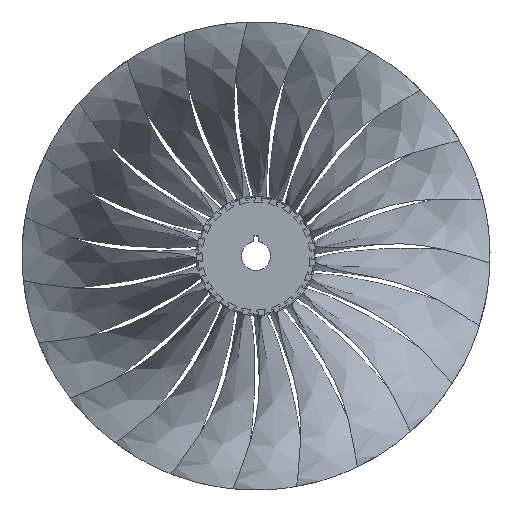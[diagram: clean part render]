
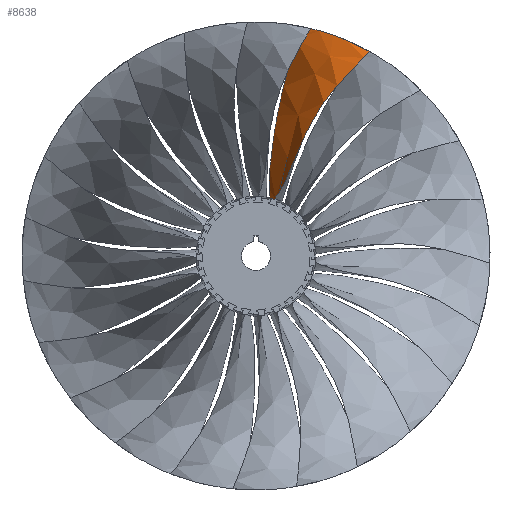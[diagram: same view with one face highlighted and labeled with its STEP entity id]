
A CAD part, top view. The second image highlights one B-rep face of the part: STEP entity #8638.
In plain terms, the highlighted free-form (B-spline) face has degree [2, 4] with [3, 5] control points.
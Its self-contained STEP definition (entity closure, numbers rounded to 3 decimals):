
#8337 = VERTEX_POINT('',#8338);
#8338 = CARTESIAN_POINT('',(6.336,19.514,
    26.971));
#8344 = EDGE_CURVE('',#8345,#8337,#8347,.T.);
#8345 = VERTEX_POINT('',#8346);
#8346 = CARTESIAN_POINT('',(4.724,19.966,
    3.029));
#8347 = B_SPLINE_CURVE_WITH_KNOTS('',2,(#8348,#8349,#8350),
  .UNSPECIFIED.,.F.,.F.,(3,3),(0.,1.),.PIECEWISE_BEZIER_KNOTS.);
#8348 = CARTESIAN_POINT('',(4.724,19.966,
    3.029));
#8349 = CARTESIAN_POINT('',(9.372,18.664,
    14.721));
#8350 = CARTESIAN_POINT('',(6.336,19.514,
    26.971));
#8566 = EDGE_CURVE('',#8345,#8567,#8569,.T.);
#8567 = VERTEX_POINT('',#8568);
#8568 = CARTESIAN_POINT('',(15.303,79.032,
    8.696));
#8569 = ( BOUNDED_CURVE() B_SPLINE_CURVE(4,(#8570,#8571,#8572,#8573,
#8574),.UNSPECIFIED.,.F.,.F.) B_SPLINE_CURVE_WITH_KNOTS((5,5),(0.,1.),
.PIECEWISE_BEZIER_KNOTS.) CURVE() GEOMETRIC_REPRESENTATION_ITEM() 
RATIONAL_B_SPLINE_CURVE((1.,1.,1.,1.,1.)) REPRESENTATION_ITEM('') );
#8570 = CARTESIAN_POINT('',(4.724,19.966,
    3.029));
#8571 = CARTESIAN_POINT('',(3.813,36.014,
    5.463));
#8572 = CARTESIAN_POINT('',(7.703,49.777,
    -13.539));
#8573 = CARTESIAN_POINT('',(10.661,66.192,
    9.977));
#8574 = CARTESIAN_POINT('',(15.394,79.287,
    8.674));
#8584 = EDGE_CURVE('',#8337,#8585,#8587,.T.);
#8585 = VERTEX_POINT('',#8586);
#8586 = CARTESIAN_POINT('',(39.223,70.298,
    18.243));
#8587 = ( BOUNDED_CURVE() B_SPLINE_CURVE(4,(#8588,#8589,#8590,#8591,
#8592),.UNSPECIFIED.,.F.,.F.) B_SPLINE_CURVE_WITH_KNOTS((5,5),(0.,1.),
.PIECEWISE_BEZIER_KNOTS.) CURVE() GEOMETRIC_REPRESENTATION_ITEM() 
RATIONAL_B_SPLINE_CURVE((1.,1.,1.,1.,1.)) REPRESENTATION_ITEM('') );
#8588 = CARTESIAN_POINT('',(6.336,19.514,
    26.971));
#8589 = CARTESIAN_POINT('',(15.969,32.609,
    28.043));
#8590 = CARTESIAN_POINT('',(14.182,47.962,
    10.308));
#8591 = CARTESIAN_POINT('',(29.834,60.821,
    24.267));
#8592 = CARTESIAN_POINT('',(41.037,72.103,
    17.326));
#8638 = ADVANCED_FACE('',(#8639),#8679,.F.);
#8639 = FACE_BOUND('',#8640,.F.);
#8640 = EDGE_LOOP('',(#8641,#8642,#8643,#8658,#8678));
#8641 = ORIENTED_EDGE('',*,*,#8344,.F.);
#8642 = ORIENTED_EDGE('',*,*,#8566,.T.);
#8643 = ORIENTED_EDGE('',*,*,#8644,.T.);
#8644 = EDGE_CURVE('',#8567,#8645,#8647,.T.);
#8645 = VERTEX_POINT('',#8646);
#8646 = CARTESIAN_POINT('',(21.716,77.516,
    11.812));
#8647 = B_SPLINE_CURVE_WITH_KNOTS('',5,(#8648,#8649,#8650,#8651,#8652,
    #8653,#8654,#8655,#8656,#8657),.UNSPECIFIED.,.F.,.F.,(6,4,6),(0.,
    0.799,1.),.UNSPECIFIED.);
#8648 = CARTESIAN_POINT('',(15.303,79.032,
    8.696));
#8649 = CARTESIAN_POINT('',(16.301,78.839,
    9.231));
#8650 = CARTESIAN_POINT('',(17.312,78.627,
    9.751));
#8651 = CARTESIAN_POINT('',(18.333,78.395,
    10.257));
#8652 = CARTESIAN_POINT('',(19.364,78.144,
    10.748));
#8653 = CARTESIAN_POINT('',(20.665,77.803,
    11.343));
#8654 = CARTESIAN_POINT('',(20.927,77.733,
    11.462));
#8655 = CARTESIAN_POINT('',(21.189,77.662,
    11.58));
#8656 = CARTESIAN_POINT('',(21.452,77.589,
    11.696));
#8657 = CARTESIAN_POINT('',(21.716,77.516,
    11.812));
#8658 = ORIENTED_EDGE('',*,*,#8659,.F.);
#8659 = EDGE_CURVE('',#8585,#8645,#8660,.T.);
#8660 = B_SPLINE_CURVE_WITH_KNOTS('',6,(#8661,#8662,#8663,#8664,#8665,
    #8666,#8667,#8668,#8669,#8670,#8671,#8672,#8673,#8674,#8675,#8676,
    #8677),.UNSPECIFIED.,.F.,.F.,(7,5,5,7),(0.,0.208,
    0.594,1.),.UNSPECIFIED.);
#8661 = CARTESIAN_POINT('',(39.223,70.298,
    18.243));
#8662 = CARTESIAN_POINT('',(38.64,70.623,
    18.032));
#8663 = CARTESIAN_POINT('',(38.053,70.943,
    17.823));
#8664 = CARTESIAN_POINT('',(37.461,71.258,
    17.617));
#8665 = CARTESIAN_POINT('',(36.865,71.568,
    17.412));
#8666 = CARTESIAN_POINT('',(36.266,71.871,
    17.207));
#8667 = CARTESIAN_POINT('',(34.548,72.72,
    16.624));
#8668 = CARTESIAN_POINT('',(33.422,73.251,
    16.245));
#8669 = CARTESIAN_POINT('',(32.288,73.76,
    15.862));
#8670 = CARTESIAN_POINT('',(31.15,74.245,
    15.471));
#8671 = CARTESIAN_POINT('',(30.009,74.708,
    15.07));
#8672 = CARTESIAN_POINT('',(27.668,75.607,
    14.222));
#8673 = CARTESIAN_POINT('',(26.468,76.041,
    13.774));
#8674 = CARTESIAN_POINT('',(25.271,76.449,
    13.31));
#8675 = CARTESIAN_POINT('',(24.078,76.831,
    12.829));
#8676 = CARTESIAN_POINT('',(22.892,77.186,
    12.33));
#8677 = CARTESIAN_POINT('',(21.716,77.516,
    11.812));
#8678 = ORIENTED_EDGE('',*,*,#8584,.F.);
#8679 = ( BOUNDED_SURFACE() B_SPLINE_SURFACE(2,4,(
    (#8680,#8681,#8682,#8683,#8684)
    ,(#8685,#8686,#8687,#8688,#8689)
    ,(#8690,#8691,#8692,#8693,#8694
)),.UNSPECIFIED.,.F.,.F.,.F.) B_SPLINE_SURFACE_WITH_KNOTS((3,3),(5,5),(
    1.,2.),(0.,1.),.PIECEWISE_BEZIER_KNOTS.) 
GEOMETRIC_REPRESENTATION_ITEM() RATIONAL_B_SPLINE_SURFACE((
    (1.,1.,1.,1.,1.)
    ,(1.,1.,1.,1.,1.)
,(1.,1.,1.,1.,1.))) REPRESENTATION_ITEM('') SURFACE() );
#8680 = CARTESIAN_POINT('',(6.336,19.514,
    26.971));
#8681 = CARTESIAN_POINT('',(15.969,32.609,
    28.043));
#8682 = CARTESIAN_POINT('',(14.182,47.962,
    10.308));
#8683 = CARTESIAN_POINT('',(29.834,60.821,
    24.267));
#8684 = CARTESIAN_POINT('',(41.037,72.103,
    17.326));
#8685 = CARTESIAN_POINT('',(9.372,18.664,
    14.721));
#8686 = CARTESIAN_POINT('',(13.768,33.225,
    14.603));
#8687 = CARTESIAN_POINT('',(12.528,48.426,
    -2.413));
#8688 = CARTESIAN_POINT('',(19.469,63.725,
    16.067));
#8689 = CARTESIAN_POINT('',(27.472,75.903,
    15.378));
#8690 = CARTESIAN_POINT('',(4.724,19.966,
    3.029));
#8691 = CARTESIAN_POINT('',(3.813,36.014,
    5.463));
#8692 = CARTESIAN_POINT('',(7.703,49.777,
    -13.539));
#8693 = CARTESIAN_POINT('',(10.661,66.192,
    9.977));
#8694 = CARTESIAN_POINT('',(15.394,79.287,
    8.674));
